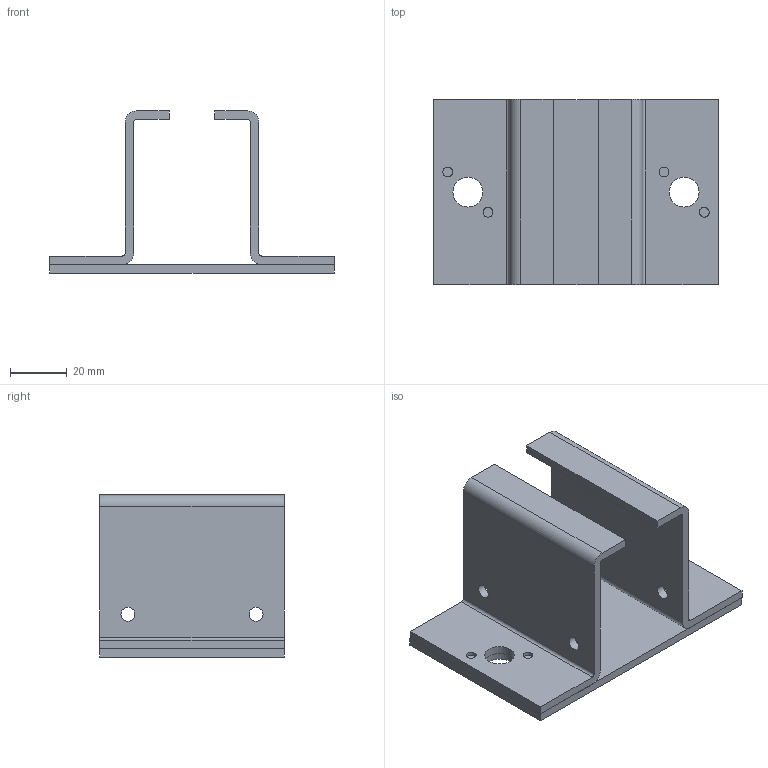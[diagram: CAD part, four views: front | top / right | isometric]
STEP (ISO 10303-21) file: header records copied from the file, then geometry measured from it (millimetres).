
FILE_DESCRIPTION((''),'2;1');
FILE_NAME('5144.stp','2008-11-19T12:00:00',('Giuliano'),(''),'Autodesk Inventor 2009','Autodesk Inventor 2009','');
FILE_SCHEMA(('AUTOMOTIVE_DESIGN { 1 0 10303 214 1 1 1 1 }'));
Length unit declared in the file: millimetre
Products named in the file (3): 5144; 15595; 15594
Assembly tree (3 placements, depth 2):
  5144
    15595
    15594  x2
Bounding box: 100 x 65 x 57 mm (x, y, z)
Volume: 53453.4 mm3; surface area: 39268.6 mm2
Topology: 3 solids, 3 shells, 54 faces, 142 edges, 98 vertices
Faces by surface type: plane 30, cylinder 14, bspline 10
Full cylindrical faces by diameter (mm): 3.4 x4, 10.5 x2
Entity records: 1146 total; most frequent: CARTESIAN_POINT 267, DIRECTION 170, ORIENTED_EDGE 140, EDGE_CURVE 70, AXIS2_PLACEMENT_3D 65, EDGE_LOOP 64, VERTEX_POINT 54, VECTOR 40
